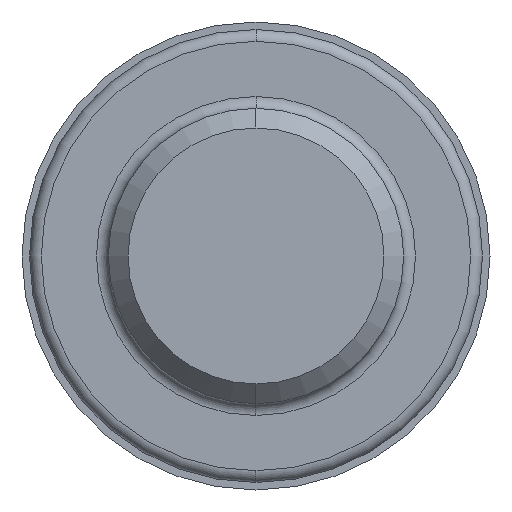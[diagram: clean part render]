
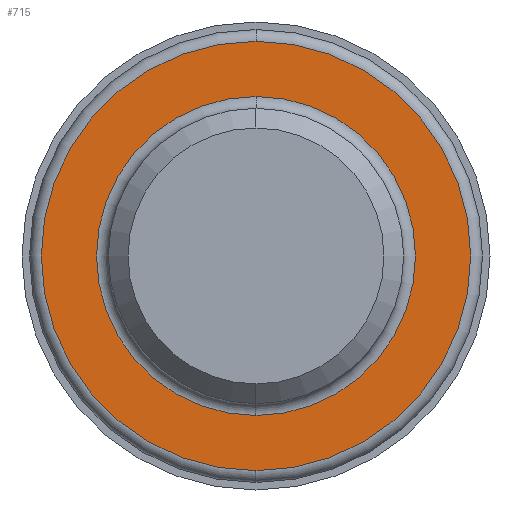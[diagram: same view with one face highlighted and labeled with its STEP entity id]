
A CAD part, left-side view. The second image highlights one B-rep face of the part: STEP entity #715.
In plain terms, the highlighted planar face has unit normal (-1, 0, 0).
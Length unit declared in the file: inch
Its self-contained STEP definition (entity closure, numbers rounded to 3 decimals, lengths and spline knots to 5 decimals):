
#2 = DIRECTION ( 'NONE',  ( 1., 0., 0. ) ) ;
#29 = VERTEX_POINT ( 'NONE', #367 ) ;
#39 = ORIENTED_EDGE ( 'NONE', *, *, #647, .T. ) ;
#57 = CARTESIAN_POINT ( 'NONE',  ( 2.125, 0.545, 0. ) ) ;
#81 = CARTESIAN_POINT ( 'NONE',  ( 2.125, 0., 0.40485 ) ) ;
#82 = VERTEX_POINT ( 'NONE', #883 ) ;
#95 = DIRECTION ( 'NONE',  ( 0., 0., 1. ) ) ;
#130 = DIRECTION ( 'NONE',  ( 0., 0., 1. ) ) ;
#169 = CARTESIAN_POINT ( 'NONE',  ( 2.125, 0., 0. ) ) ;
#174 = EDGE_LOOP ( 'NONE', ( #39, #287 ) ) ;
#191 = CARTESIAN_POINT ( 'NONE',  ( 2.125, 0., 0.545 ) ) ;
#254 = AXIS2_PLACEMENT_3D ( 'NONE', #776, #331, #841 ) ;
#277 = CARTESIAN_POINT ( 'NONE',  ( 2.125, 0., 0. ) ) ;
#281 = AXIS2_PLACEMENT_3D ( 'NONE', #57, #2, #579 ) ;
#287 = ORIENTED_EDGE ( 'NONE', *, *, #430, .T. ) ;
#294 = DIRECTION ( 'NONE',  ( -1., 0., 0. ) ) ;
#302 = AXIS2_PLACEMENT_3D ( 'NONE', #169, #604, #95 ) ;
#317 = CIRCLE ( 'NONE', #457, 0.545 ) ;
#318 = VERTEX_POINT ( 'NONE', #81 ) ;
#331 = DIRECTION ( 'NONE',  ( -1., 0., 0. ) ) ;
#367 = CARTESIAN_POINT ( 'NONE',  ( 2.125, 0., -0.545 ) ) ;
#376 = EDGE_CURVE ( 'NONE', #318, #82, #923, .T. ) ;
#380 = CIRCLE ( 'NONE', #479, 0.40485 ) ;
#407 = DIRECTION ( 'NONE',  ( 0., 0., 1. ) ) ;
#430 = EDGE_CURVE ( 'NONE', #29, #547, #839, .T. ) ;
#446 = PLANE ( 'NONE',  #281 ) ;
#455 = FACE_BOUND ( 'NONE', #541, .T. ) ;
#457 = AXIS2_PLACEMENT_3D ( 'NONE', #707, #294, #130 ) ;
#479 = AXIS2_PLACEMENT_3D ( 'NONE', #277, #789, #407 ) ;
#482 = ORIENTED_EDGE ( 'NONE', *, *, #607, .F. ) ;
#541 = EDGE_LOOP ( 'NONE', ( #556, #482 ) ) ;
#547 = VERTEX_POINT ( 'NONE', #191 ) ;
#556 = ORIENTED_EDGE ( 'NONE', *, *, #376, .F. ) ;
#579 = DIRECTION ( 'NONE',  ( 0., 0., -1. ) ) ;
#604 = DIRECTION ( 'NONE',  ( -1., 0., 0. ) ) ;
#607 = EDGE_CURVE ( 'NONE', #82, #318, #380, .T. ) ;
#647 = EDGE_CURVE ( 'NONE', #547, #29, #317, .T. ) ;
#707 = CARTESIAN_POINT ( 'NONE',  ( 2.125, 0., 0. ) ) ;
#715 = ADVANCED_FACE ( 'NONE', ( #455, #828 ), #446, .F. ) ;
#776 = CARTESIAN_POINT ( 'NONE',  ( 2.125, 0., 0. ) ) ;
#789 = DIRECTION ( 'NONE',  ( -1., 0., 0. ) ) ;
#828 = FACE_OUTER_BOUND ( 'NONE', #174, .T. ) ;
#839 = CIRCLE ( 'NONE', #254, 0.545 ) ;
#841 = DIRECTION ( 'NONE',  ( 0., 0., 1. ) ) ;
#883 = CARTESIAN_POINT ( 'NONE',  ( 2.125, 0., -0.40485 ) ) ;
#923 = CIRCLE ( 'NONE', #302, 0.40485 ) ;
